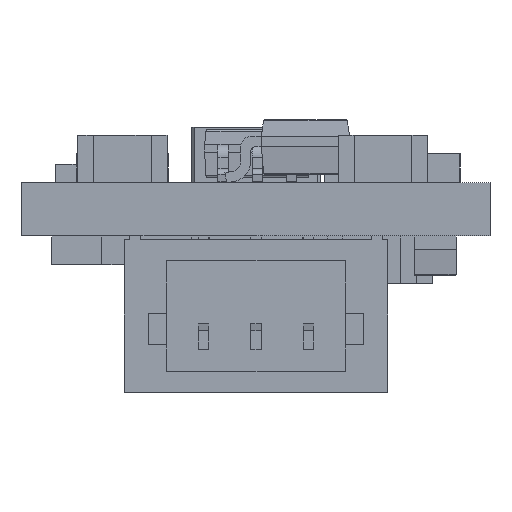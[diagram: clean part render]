
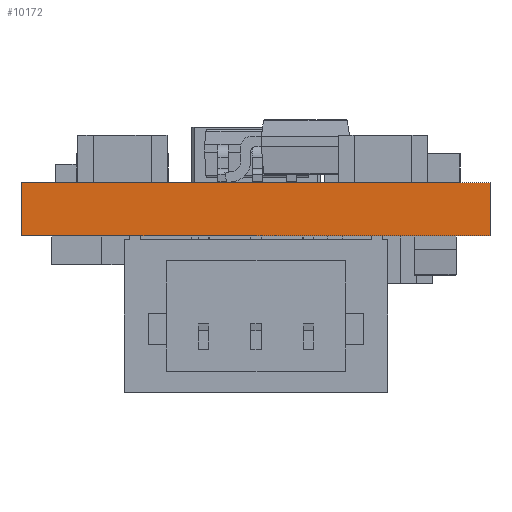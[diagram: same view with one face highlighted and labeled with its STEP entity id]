
A CAD part, front view. The second image highlights one B-rep face of the part: STEP entity #10172.
In plain terms, the highlighted planar face has unit normal (0, -1, 0).
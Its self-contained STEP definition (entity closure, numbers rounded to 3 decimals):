
#314 = DIRECTION ( 'NONE',  ( 0., 1., 0. ) ) ;
#3626 = VECTOR ( 'NONE', #29679, 1000. ) ;
#4021 = ORIENTED_EDGE ( 'NONE', *, *, #5106, .T. ) ;
#4390 = CARTESIAN_POINT ( 'NONE',  ( 0., 0., 0. ) ) ;
#5106 = EDGE_CURVE ( 'NONE', #33032, #40234, #5595, .T. ) ;
#5595 = LINE ( 'NONE', #19451, #3626 ) ;
#7035 = CARTESIAN_POINT ( 'NONE',  ( 0., 0., 1.016 ) ) ;
#7063 = ORIENTED_EDGE ( 'NONE', *, *, #33285, .F. ) ;
#10172 = ADVANCED_FACE ( 'NONE', ( #35270 ), #18320, .F. ) ;
#10749 = DIRECTION ( 'NONE',  ( 0., 0., -1. ) ) ;
#12980 = DIRECTION ( 'NONE',  ( 0., 0., -1. ) ) ;
#17903 = EDGE_CURVE ( 'NONE', #36694, #33032, #43315, .T. ) ;
#18022 = DIRECTION ( 'NONE',  ( 1., 0., 0. ) ) ;
#18320 = PLANE ( 'NONE',  #20110 ) ;
#19451 = CARTESIAN_POINT ( 'NONE',  ( 0., 0., 0. ) ) ;
#20110 = AXIS2_PLACEMENT_3D ( 'NONE', #28793, #314, #39009 ) ;
#20952 = EDGE_CURVE ( 'NONE', #30278, #40234, #38143, .T. ) ;
#21066 = VECTOR ( 'NONE', #12980, 1000. ) ;
#24694 = CARTESIAN_POINT ( 'NONE',  ( 8.89, 0., 1.016 ) ) ;
#25255 = VECTOR ( 'NONE', #10749, 1000. ) ;
#26911 = CARTESIAN_POINT ( 'NONE',  ( 8.89, 0., 1.016 ) ) ;
#28793 = CARTESIAN_POINT ( 'NONE',  ( 0., 0., 1.016 ) ) ;
#29559 = EDGE_LOOP ( 'NONE', ( #4021, #36607, #7063, #34538 ) ) ;
#29679 = DIRECTION ( 'NONE',  ( 1., 0., 0. ) ) ;
#30278 = VERTEX_POINT ( 'NONE', #26911 ) ;
#31952 = CARTESIAN_POINT ( 'NONE',  ( 8.89, 0., 0. ) ) ;
#33032 = VERTEX_POINT ( 'NONE', #4390 ) ;
#33285 = EDGE_CURVE ( 'NONE', #36694, #30278, #42203, .T. ) ;
#34538 = ORIENTED_EDGE ( 'NONE', *, *, #17903, .T. ) ;
#35270 = FACE_OUTER_BOUND ( 'NONE', #29559, .T. ) ;
#35661 = CARTESIAN_POINT ( 'NONE',  ( 0., 0., 1.016 ) ) ;
#36607 = ORIENTED_EDGE ( 'NONE', *, *, #20952, .F. ) ;
#36694 = VERTEX_POINT ( 'NONE', #7035 ) ;
#37648 = VECTOR ( 'NONE', #18022, 1000. ) ;
#38143 = LINE ( 'NONE', #24694, #21066 ) ;
#39009 = DIRECTION ( 'NONE',  ( 0., 0., 1. ) ) ;
#40234 = VERTEX_POINT ( 'NONE', #31952 ) ;
#42203 = LINE ( 'NONE', #45448, #37648 ) ;
#43315 = LINE ( 'NONE', #35661, #25255 ) ;
#45448 = CARTESIAN_POINT ( 'NONE',  ( 0., 0., 1.016 ) ) ;
